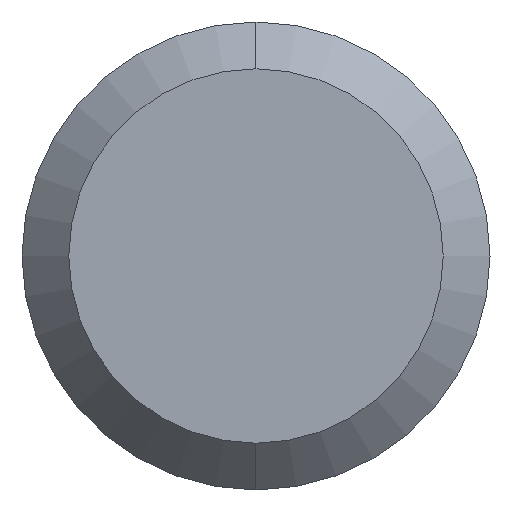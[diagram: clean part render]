
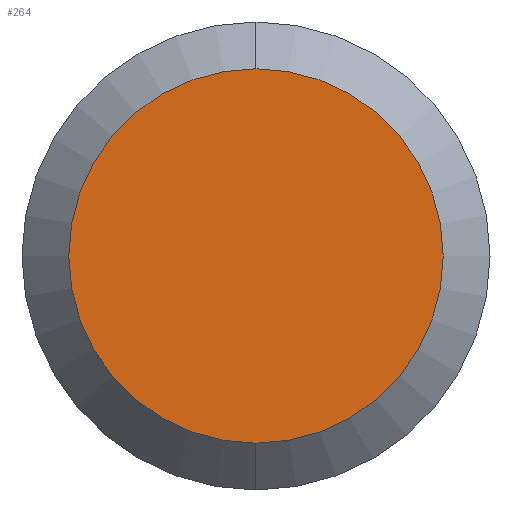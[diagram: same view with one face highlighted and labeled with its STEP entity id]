
A CAD part, left-side view. The second image highlights one B-rep face of the part: STEP entity #264.
In plain terms, the highlighted planar face has unit normal (-1, 0, 0).
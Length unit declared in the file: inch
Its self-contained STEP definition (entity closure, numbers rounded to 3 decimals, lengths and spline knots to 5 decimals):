
#18 = CARTESIAN_POINT ( 'NONE',  ( -2.5, 0., 0.1 ) ) ;
#27 = CIRCLE ( 'NONE', #195, 0.1 ) ;
#28 = CIRCLE ( 'NONE', #209, 0.1 ) ;
#50 = DIRECTION ( 'NONE',  ( -1., 0., 0. ) ) ;
#54 = DIRECTION ( 'NONE',  ( -1., 0., 0. ) ) ;
#67 = DIRECTION ( 'NONE',  ( 0., 0., -1. ) ) ;
#72 = DIRECTION ( 'NONE',  ( 1., 0., 0. ) ) ;
#74 = EDGE_CURVE ( 'NONE', #174, #194, #27, .T. ) ;
#76 = ORIENTED_EDGE ( 'NONE', *, *, #163, .T. ) ;
#91 = CARTESIAN_POINT ( 'NONE',  ( -2.5, 0., 0. ) ) ;
#93 = CARTESIAN_POINT ( 'NONE',  ( -2.5, 0., -0.1 ) ) ;
#95 = ORIENTED_EDGE ( 'NONE', *, *, #74, .T. ) ;
#109 = CARTESIAN_POINT ( 'NONE',  ( -2.5, 0., 0. ) ) ;
#163 = EDGE_CURVE ( 'NONE', #194, #174, #28, .T. ) ;
#174 = VERTEX_POINT ( 'NONE', #93 ) ;
#179 = PLANE ( 'NONE',  #242 ) ;
#194 = VERTEX_POINT ( 'NONE', #18 ) ;
#195 = AXIS2_PLACEMENT_3D ( 'NONE', #109, #50, #200 ) ;
#197 = FACE_OUTER_BOUND ( 'NONE', #212, .T. ) ;
#200 = DIRECTION ( 'NONE',  ( 0., 0., -1. ) ) ;
#209 = AXIS2_PLACEMENT_3D ( 'NONE', #91, #54, #253 ) ;
#212 = EDGE_LOOP ( 'NONE', ( #95, #76 ) ) ;
#242 = AXIS2_PLACEMENT_3D ( 'NONE', #270, #72, #67 ) ;
#253 = DIRECTION ( 'NONE',  ( 0., 0., -1. ) ) ;
#264 = ADVANCED_FACE ( 'NONE', ( #197 ), #179, .F. ) ;
#270 = CARTESIAN_POINT ( 'NONE',  ( -2.5, 0., 0. ) ) ;
